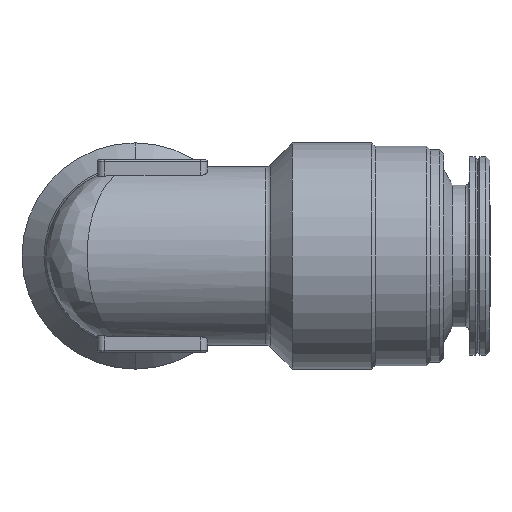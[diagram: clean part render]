
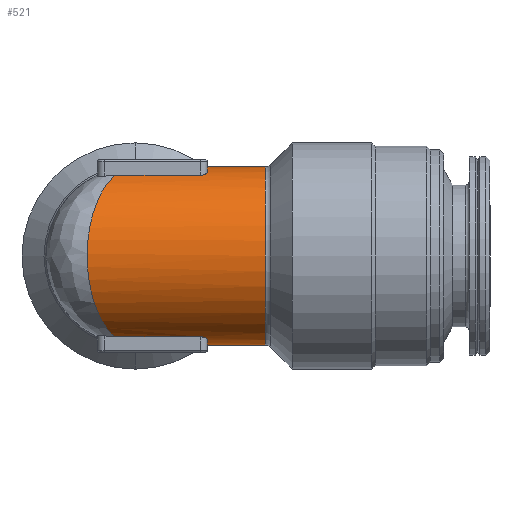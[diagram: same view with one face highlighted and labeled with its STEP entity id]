
A CAD part, left-side view. The second image highlights one B-rep face of the part: STEP entity #521.
In plain terms, the highlighted cylindrical face has radius 6.5 mm (diameter 13 mm), a partial arc.
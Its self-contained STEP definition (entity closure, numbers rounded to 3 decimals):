
#202 = VERTEX_POINT ( 'NONE', #1889 ) ;
#205 = EDGE_CURVE ( 'NONE', #202, #209, #1880, .T. ) ;
#209 = VERTEX_POINT ( 'NONE', #1977 ) ;
#473 = VERTEX_POINT ( 'NONE', #2914 ) ;
#474 = VERTEX_POINT ( 'NONE', #2913 ) ;
#475 = EDGE_CURVE ( 'NONE', #1657, #473, #2912, .T. ) ;
#476 = EDGE_CURVE ( 'NONE', #202, #554, #2907, .T. ) ;
#479 = ORIENTED_EDGE ( 'NONE', *, *, #562, .F. ) ;
#490 = VERTEX_POINT ( 'NONE', #2870 ) ;
#498 = ORIENTED_EDGE ( 'NONE', *, *, #476, .F. ) ;
#518 = ORIENTED_EDGE ( 'NONE', *, *, #475, .F. ) ;
#519 = EDGE_CURVE ( 'NONE', #473, #490, #3056, .T. ) ;
#520 = ORIENTED_EDGE ( 'NONE', *, *, #1630, .F. ) ;
#521 = ADVANCED_FACE ( 'NONE', ( #3054 ), #3077, .T. ) ;
#554 = VERTEX_POINT ( 'NONE', #3012 ) ;
#557 = ORIENTED_EDGE ( 'NONE', *, *, #519, .F. ) ;
#562 = EDGE_CURVE ( 'NONE', #474, #1611, #3127, .T. ) ;
#584 = ORIENTED_EDGE ( 'NONE', *, *, #205, .T. ) ;
#586 = ORIENTED_EDGE ( 'NONE', *, *, #601, .F. ) ;
#587 = EDGE_LOOP ( 'NONE', ( #520, #479, #586, #498, #584, #653, #557, #518, #671, #590 ) ) ;
#590 = ORIENTED_EDGE ( 'NONE', *, *, #1375, .T. ) ;
#601 = EDGE_CURVE ( 'NONE', #554, #474, #3175, .T. ) ;
#653 = ORIENTED_EDGE ( 'NONE', *, *, #654, .F. ) ;
#654 = EDGE_CURVE ( 'NONE', #490, #209, #5135, .T. ) ;
#671 = ORIENTED_EDGE ( 'NONE', *, *, #1668, .T. ) ;
#1375 = EDGE_CURVE ( 'NONE', #1496, #1376, #4534, .T. ) ;
#1376 = VERTEX_POINT ( 'NONE', #4581 ) ;
#1496 = VERTEX_POINT ( 'NONE', #4641 ) ;
#1611 = VERTEX_POINT ( 'NONE', #4921 ) ;
#1630 = EDGE_CURVE ( 'NONE', #1611, #1376, #4953, .T. ) ;
#1657 = VERTEX_POINT ( 'NONE', #4902 ) ;
#1668 = EDGE_CURVE ( 'NONE', #1657, #1496, #4978, .T. ) ;
#1880 =( BOUNDED_CURVE ( )  B_SPLINE_CURVE ( 3, ( #1996, #1995, #1994, #1993 ),
 .UNSPECIFIED., .F., .T. ) 
 B_SPLINE_CURVE_WITH_KNOTS ( ( 4, 4 ),
 ( 2.008, 4.276 ),
 .UNSPECIFIED. ) 
 CURVE ( )  GEOMETRIC_REPRESENTATION_ITEM ( )  RATIONAL_B_SPLINE_CURVE ( ( 1., 0.615, 0.615, 1. ) ) 
 REPRESENTATION_ITEM ( '' )  );
#1889 = CARTESIAN_POINT ( 'NONE',  ( -2.75, 1.481, 5.89 ) ) ;
#1977 = CARTESIAN_POINT ( 'NONE',  ( -2.75, 1.481, -5.89 ) ) ;
#1993 = CARTESIAN_POINT ( 'NONE',  ( -2.75, 1.481, -5.89 ) ) ;
#1994 = CARTESIAN_POINT ( 'NONE',  ( -8.531, 4.594, -3.19 ) ) ;
#1995 = CARTESIAN_POINT ( 'NONE',  ( -8.531, 4.594, 3.19 ) ) ;
#1996 = CARTESIAN_POINT ( 'NONE',  ( -2.75, 1.481, 5.89 ) ) ;
#2870 = CARTESIAN_POINT ( 'NONE',  ( -2.75, -4.75, -5.89 ) ) ;
#2904 = DIRECTION ( 'NONE',  ( 0., -1., 0. ) ) ;
#2905 = VECTOR ( 'NONE', #2904, 1000. ) ;
#2906 = CARTESIAN_POINT ( 'NONE',  ( -2.75, 18.385, 5.89 ) ) ;
#2907 = LINE ( 'NONE', #2906, #2905 ) ;
#2908 = DIRECTION ( 'NONE',  ( -1., 0., 0. ) ) ;
#2909 = DIRECTION ( 'NONE',  ( 0., 1., 0. ) ) ;
#2910 = CARTESIAN_POINT ( 'NONE',  ( 0., -5.25, 0. ) ) ;
#2911 = AXIS2_PLACEMENT_3D ( 'NONE', #2910, #2909, #2908 ) ;
#2912 = CIRCLE ( 'NONE', #2911, 6.5 ) ;
#2913 = CARTESIAN_POINT ( 'NONE',  ( -2.25, -5.25, 6.098 ) ) ;
#2914 = CARTESIAN_POINT ( 'NONE',  ( -2.25, -5.25, -6.098 ) ) ;
#2983 = DIRECTION ( 'NONE',  ( 0., 0., -1. ) ) ;
#2984 = AXIS2_PLACEMENT_3D ( 'NONE', #3057, #3055, #2983 ) ;
#3012 = CARTESIAN_POINT ( 'NONE',  ( -2.75, -4.75, 5.89 ) ) ;
#3054 = FACE_OUTER_BOUND ( 'NONE', #587, .T. ) ;
#3055 = DIRECTION ( 'NONE',  ( 0., -1., 0. ) ) ;
#3056 = B_SPLINE_CURVE_WITH_KNOTS ( 'NONE', 3,
 ( #3076, #3075, #3074, #3073, #3072, #3071 ),
 .UNSPECIFIED., .F., .F.,
 ( 4, 2, 4 ),
 ( 0.002, 0.003, 0.003 ),
 .UNSPECIFIED. ) ;
#3057 = CARTESIAN_POINT ( 'NONE',  ( 0., 18.385, 0. ) ) ;
#3071 = CARTESIAN_POINT ( 'NONE',  ( -2.75, -4.75, -5.89 ) ) ;
#3072 = CARTESIAN_POINT ( 'NONE',  ( -2.75, -4.888, -5.89 ) ) ;
#3073 = CARTESIAN_POINT ( 'NONE',  ( -2.69, -5.02, -5.918 ) ) ;
#3074 = CARTESIAN_POINT ( 'NONE',  ( -2.504, -5.2, -5.999 ) ) ;
#3075 = CARTESIAN_POINT ( 'NONE',  ( -2.378, -5.25, -6.051 ) ) ;
#3076 = CARTESIAN_POINT ( 'NONE',  ( -2.25, -5.25, -6.098 ) ) ;
#3077 = CYLINDRICAL_SURFACE ( 'NONE', #2984, 6.5 ) ;
#3102 = CARTESIAN_POINT ( 'NONE',  ( 0., -5.25, 0. ) ) ;
#3106 = DIRECTION ( 'NONE',  ( -1., 0., 0. ) ) ;
#3107 = DIRECTION ( 'NONE',  ( 0., 1., 0. ) ) ;
#3108 = AXIS2_PLACEMENT_3D ( 'NONE', #3102, #3107, #3106 ) ;
#3127 = CIRCLE ( 'NONE', #3108, 6.5 ) ;
#3164 = CARTESIAN_POINT ( 'NONE',  ( -2.691, -5.02, 5.918 ) ) ;
#3170 = CARTESIAN_POINT ( 'NONE',  ( -2.378, -5.25, 6.051 ) ) ;
#3171 = CARTESIAN_POINT ( 'NONE',  ( -2.504, -5.2, 5.999 ) ) ;
#3175 = B_SPLINE_CURVE_WITH_KNOTS ( 'NONE', 3,
 ( #3180, #3181, #3164, #3171, #3170, #3176 ),
 .UNSPECIFIED., .F., .F.,
 ( 4, 2, 4 ),
 ( 0., 0., 0.001 ),
 .UNSPECIFIED. ) ;
#3176 = CARTESIAN_POINT ( 'NONE',  ( -2.25, -5.25, 6.098 ) ) ;
#3180 = CARTESIAN_POINT ( 'NONE',  ( -2.75, -4.75, 5.89 ) ) ;
#3181 = CARTESIAN_POINT ( 'NONE',  ( -2.75, -4.888, 5.89 ) ) ;
#4531 = DIRECTION ( 'NONE',  ( 0., 0., 1. ) ) ;
#4532 = DIRECTION ( 'NONE',  ( 0., 1., 0. ) ) ;
#4533 = AXIS2_PLACEMENT_3D ( 'NONE', #4538, #4532, #4531 ) ;
#4534 = CIRCLE ( 'NONE', #4533, 6.5 ) ;
#4538 = CARTESIAN_POINT ( 'NONE',  ( 0., -9.503, 0. ) ) ;
#4581 = CARTESIAN_POINT ( 'NONE',  ( 0., -9.503, 6.5 ) ) ;
#4641 = CARTESIAN_POINT ( 'NONE',  ( 0., -9.503, -6.5 ) ) ;
#4902 = CARTESIAN_POINT ( 'NONE',  ( 0., -5.25, -6.5 ) ) ;
#4921 = CARTESIAN_POINT ( 'NONE',  ( 0., -5.25, 6.5 ) ) ;
#4950 = DIRECTION ( 'NONE',  ( 0., -1., 0. ) ) ;
#4951 = VECTOR ( 'NONE', #4950, 1000. ) ;
#4952 = CARTESIAN_POINT ( 'NONE',  ( 0., 18.385, 6.5 ) ) ;
#4953 = LINE ( 'NONE', #4952, #4951 ) ;
#4976 = CARTESIAN_POINT ( 'NONE',  ( 0., 18.385, -6.5 ) ) ;
#4978 = LINE ( 'NONE', #4976, #5037 ) ;
#5037 = VECTOR ( 'NONE', #5055, 1000. ) ;
#5055 = DIRECTION ( 'NONE',  ( 0., -1., 0. ) ) ;
#5132 = DIRECTION ( 'NONE',  ( 0., 1., 0. ) ) ;
#5133 = VECTOR ( 'NONE', #5132, 1000. ) ;
#5134 = CARTESIAN_POINT ( 'NONE',  ( -2.75, 18.385, -5.89 ) ) ;
#5135 = LINE ( 'NONE', #5134, #5133 ) ;
